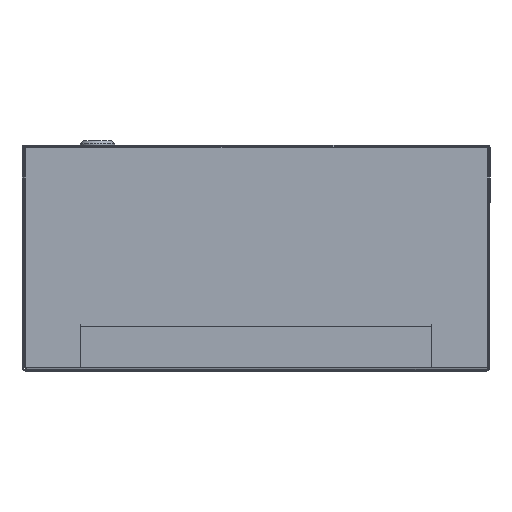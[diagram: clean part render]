
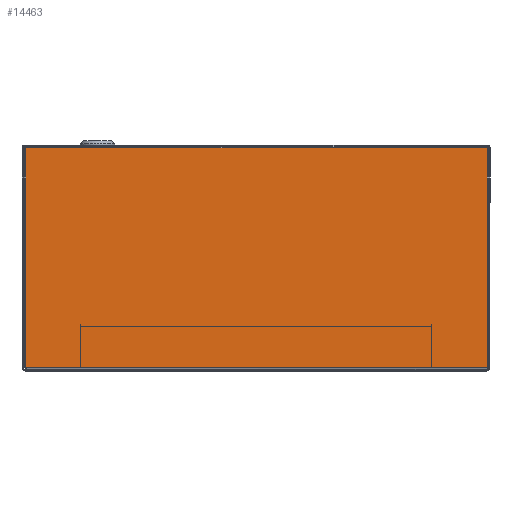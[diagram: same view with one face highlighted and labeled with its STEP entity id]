
A CAD part, front view. The second image highlights one B-rep face of the part: STEP entity #14463.
In plain terms, the highlighted planar face has unit normal (0, -1, 0).
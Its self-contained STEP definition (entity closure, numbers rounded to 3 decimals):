
#485 = DIRECTION ( 'NONE',  ( -1., 0., 0. ) ) ;
#649 = VECTOR ( 'NONE', #1597, 1000. ) ;
#1088 = LINE ( 'NONE', #7333, #4893 ) ;
#1438 = LINE ( 'NONE', #6158, #649 ) ;
#1545 = DIRECTION ( 'NONE',  ( 0., 0., -1. ) ) ;
#1597 = DIRECTION ( 'NONE',  ( 1., 0., 0. ) ) ;
#1660 = EDGE_LOOP ( 'NONE', ( #15277, #21629, #24728, #27756 ) ) ;
#3384 = EDGE_CURVE ( 'NONE', #27058, #19237, #24922, .T. ) ;
#4893 = VECTOR ( 'NONE', #7641, 1000. ) ;
#5295 = CARTESIAN_POINT ( 'NONE',  ( -297.6, -200., -70.45 ) ) ;
#6158 = CARTESIAN_POINT ( 'NONE',  ( -0.7, -200., -70.45 ) ) ;
#6582 = DIRECTION ( 'NONE',  ( 0., 1., 0. ) ) ;
#7291 = VERTEX_POINT ( 'NONE', #5295 ) ;
#7333 = CARTESIAN_POINT ( 'NONE',  ( -297.6, -200., 70.45 ) ) ;
#7346 = CARTESIAN_POINT ( 'NONE',  ( -0.7, -200., 70.45 ) ) ;
#7641 = DIRECTION ( 'NONE',  ( 0., 0., -1. ) ) ;
#10478 = CARTESIAN_POINT ( 'NONE',  ( -1.7, -200., 70.45 ) ) ;
#11252 = DIRECTION ( 'NONE',  ( -1., 0., 0. ) ) ;
#13538 = CARTESIAN_POINT ( 'NONE',  ( -1.7, -200., -70.45 ) ) ;
#14463 = ADVANCED_FACE ( 'NONE', ( #20241 ), #15648, .F. ) ;
#15277 = ORIENTED_EDGE ( 'NONE', *, *, #3384, .F. ) ;
#15648 = PLANE ( 'NONE',  #17415 ) ;
#17415 = AXIS2_PLACEMENT_3D ( 'NONE', #27070, #6582, #11252 ) ;
#17728 = VERTEX_POINT ( 'NONE', #25090 ) ;
#19237 = VERTEX_POINT ( 'NONE', #13538 ) ;
#19319 = LINE ( 'NONE', #7346, #25371 ) ;
#19818 = EDGE_CURVE ( 'NONE', #27058, #17728, #19319, .T. ) ;
#20241 = FACE_OUTER_BOUND ( 'NONE', #1660, .T. ) ;
#21629 = ORIENTED_EDGE ( 'NONE', *, *, #19818, .T. ) ;
#23811 = EDGE_CURVE ( 'NONE', #7291, #19237, #1438, .T. ) ;
#24728 = ORIENTED_EDGE ( 'NONE', *, *, #25108, .T. ) ;
#24922 = LINE ( 'NONE', #26909, #29319 ) ;
#25090 = CARTESIAN_POINT ( 'NONE',  ( -297.6, -200., 70.45 ) ) ;
#25108 = EDGE_CURVE ( 'NONE', #17728, #7291, #1088, .T. ) ;
#25371 = VECTOR ( 'NONE', #485, 1000. ) ;
#26909 = CARTESIAN_POINT ( 'NONE',  ( -1.7, -200., -70.45 ) ) ;
#27058 = VERTEX_POINT ( 'NONE', #10478 ) ;
#27070 = CARTESIAN_POINT ( 'NONE',  ( -0.7, -200., 70.45 ) ) ;
#27756 = ORIENTED_EDGE ( 'NONE', *, *, #23811, .T. ) ;
#29319 = VECTOR ( 'NONE', #1545, 1000. ) ;
